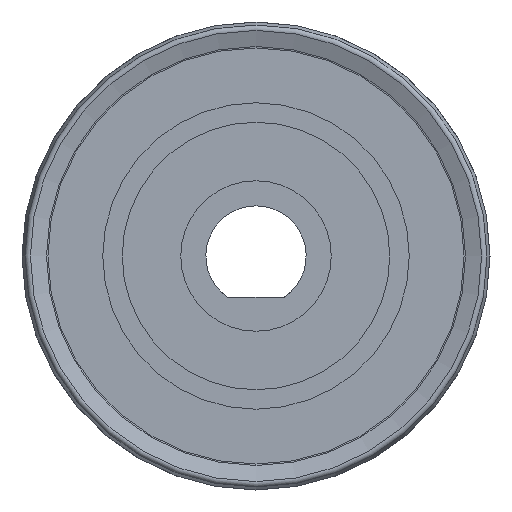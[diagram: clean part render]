
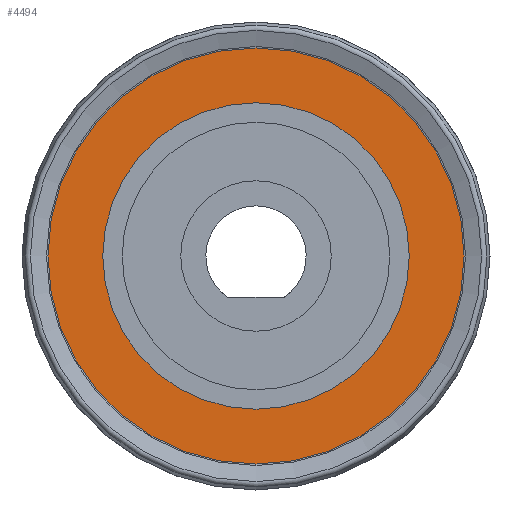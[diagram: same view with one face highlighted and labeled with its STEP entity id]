
A CAD part, left-side view. The second image highlights one B-rep face of the part: STEP entity #4494.
In plain terms, the highlighted face is planar.
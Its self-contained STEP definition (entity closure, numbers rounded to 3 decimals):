
#65=FACE_BOUND('',#651,.T.);
#130=PLANE('',#5006);
#397=FACE_OUTER_BOUND('',#650,.T.);
#650=EDGE_LOOP('',(#3960));
#651=EDGE_LOOP('',(#3961));
#1011=CIRCLE('',#4999,12.44);
#1012=CIRCLE('',#5001,9.16);
#2042=VERTEX_POINT('',#17518);
#2043=VERTEX_POINT('',#17522);
#2685=EDGE_CURVE('',#2042,#2042,#1011,.T.);
#2686=EDGE_CURVE('',#2043,#2043,#1012,.T.);
#3960=ORIENTED_EDGE('',*,*,#2685,.T.);
#3961=ORIENTED_EDGE('',*,*,#2686,.T.);
#4494=ADVANCED_FACE('',(#397,#65),#130,.F.);
#4999=AXIS2_PLACEMENT_3D('',#17520,#6130,#6131);
#5001=AXIS2_PLACEMENT_3D('',#17523,#6134,#6135);
#5006=AXIS2_PLACEMENT_3D('',#17533,#6148,#6149);
#6130=DIRECTION('center_axis',(0.,1.,0.));
#6131=DIRECTION('ref_axis',(0.,0.,-1.));
#6134=DIRECTION('center_axis',(0.,-1.,0.));
#6135=DIRECTION('ref_axis',(0.,0.,-1.));
#6148=DIRECTION('center_axis',(0.,-1.,0.));
#6149=DIRECTION('ref_axis',(0.,0.,-1.));
#17518=CARTESIAN_POINT('',(0.,1.,12.44));
#17520=CARTESIAN_POINT('Origin',(0.,1.,0.));
#17522=CARTESIAN_POINT('',(0.,1.,9.16));
#17523=CARTESIAN_POINT('Origin',(0.,1.,0.));
#17533=CARTESIAN_POINT('Origin',(0.,1.,0.));
